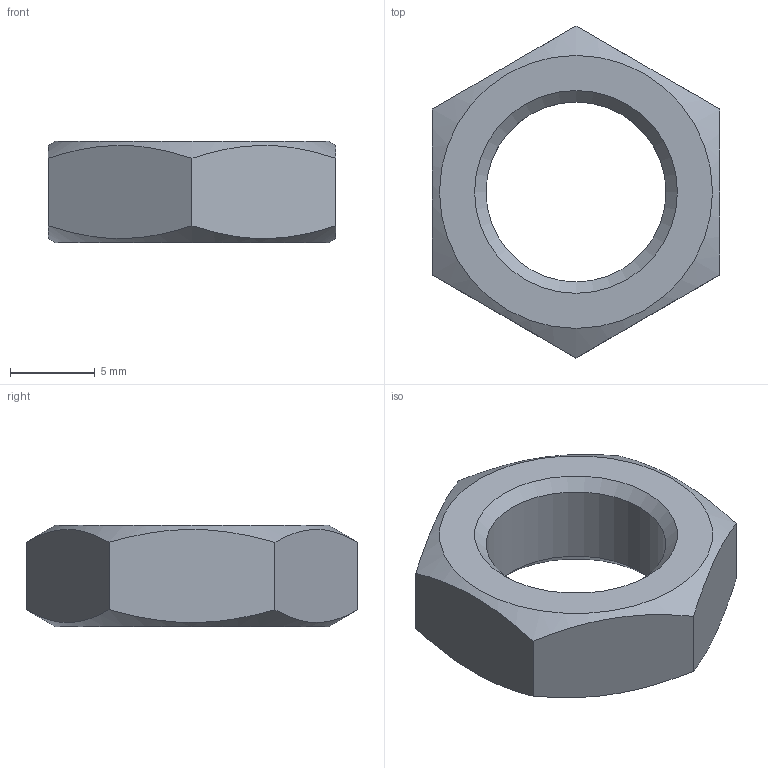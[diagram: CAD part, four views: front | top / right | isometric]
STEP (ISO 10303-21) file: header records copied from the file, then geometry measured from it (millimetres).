
FILE_DESCRIPTION(('STEP AP242'), '1');
FILE_NAME('26. Ãàéêè äëÿ êðåïëåíèÿ âòóëêè ïÿòû Ì12 - 6øò.', '', ('UNSPECIFIED'), ('UNSPECIFIED'), 'C3D Converter', 'C3D Toolkit', '');
FILE_SCHEMA(('AP242_MANAGED_MODEL_BASED_3D_ENGINEERING_MIM_LF { 1 0 10303 442 1 1 4 }'));
Length unit declared in the file: millimetre
Assembly tree (2 placements, depth 2):
  (unnamed)
    (unnamed)  x2
Bounding box: 17 x 19.63 x 6 mm (x, y, z)
Volume: 1848 mm3; surface area: 1611.4 mm2
Topology: 2 solids, 2 shells, 26 faces, 58 edges, 36 vertices
Faces by surface type: plane 16, cone 8, cylinder 2
Full cylindrical faces by diameter (mm): 10.647 x2
Entity records: 1003 total; most frequent: CARTESIAN_POINT 634, DIRECTION 50, ORIENTED_EDGE 48, EDGE_CURVE 24, AXIS2_PLACEMENT_3D 22, EDGE_LOOP 20, VERTEX_POINT 18, ADVANCED_FACE 13
